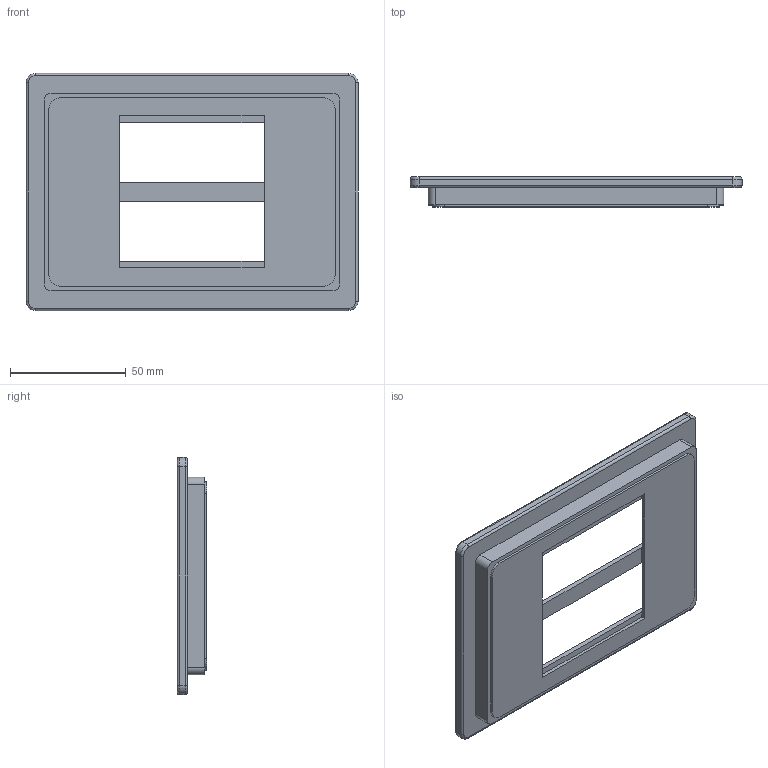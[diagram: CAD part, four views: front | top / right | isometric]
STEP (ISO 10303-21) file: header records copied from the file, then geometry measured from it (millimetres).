
FILE_DESCRIPTION(/* description */ (''),/* implementation_level */ '2;1');
FILE_NAME(/* name */ '2_slide_holder v5.step',/* time_stamp */ '2022-03-22T10:17:13+01:00',/* author */ (''),/* organization */ (''),/* preprocessor_version */ 'ST-DEVELOPER v18.1',/* originating_system */ 'Autodesk Translation Framework v10.13.0.1454',/* authorisation */ '');
FILE_SCHEMA (('AUTOMOTIVE_DESIGN { 1 0 10303 214 3 1 1 }'));
Length unit declared in the file: millimetre
Products named in the file (1): 2_slide_holder
Bounding box: 143.42 x 12.91 x 102.42 mm (x, y, z)
Volume: 43488.8 mm3; surface area: 33194.3 mm2
Topology: 1 solids, 1 shells, 100 faces, 246 edges, 156 vertices
Faces by surface type: plane 50, cylinder 38, torus 12
Full cylindrical faces by diameter (mm): 4 x6
Entity records: 2987 total; most frequent: DIRECTION 536, CARTESIAN_POINT 503, ORIENTED_EDGE 492, EDGE_CURVE 246, AXIS2_PLACEMENT_3D 189, LINE 158, VECTOR 158, VERTEX_POINT 156
